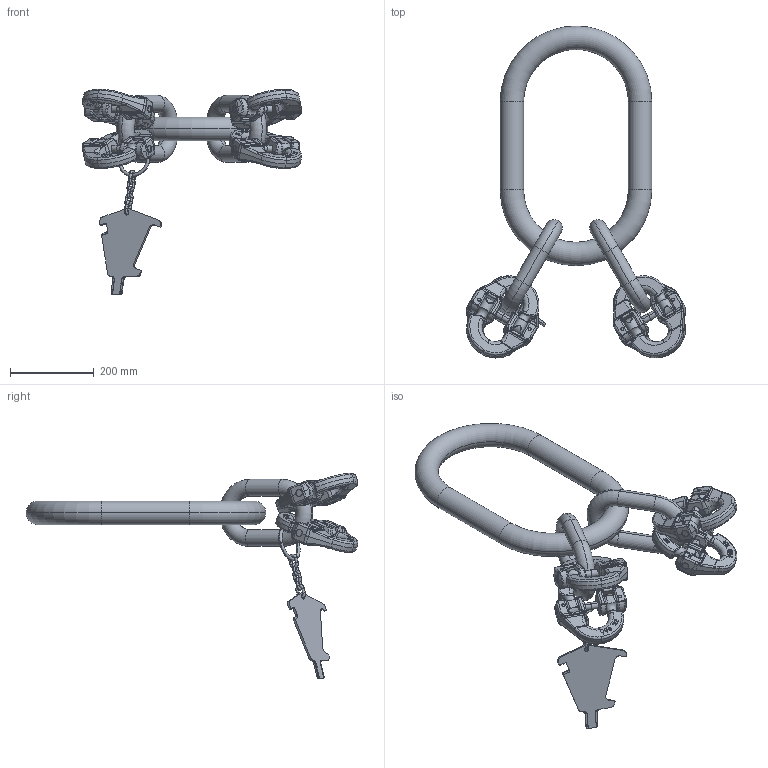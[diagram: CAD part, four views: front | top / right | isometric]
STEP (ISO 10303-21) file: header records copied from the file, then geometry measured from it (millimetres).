
FILE_DESCRIPTION((''),'2;1');
FILE_NAME('001-M32165-P-2_ASM','2015-02-27T',('Roland.Jakubetz'),(''),'PRO/ENGINEER BY PARAMETRIC TECHNOLOGY CORPORATION, 2010140','PRO/ENGINEER BY PARAMETRIC TECHNOLOGY CORPORATION, 2010140','');
FILE_SCHEMA(('CONFIG_CONTROL_DESIGN'));
Length unit declared in the file: millimetre
Products named in the file (23): 001-M31312-P-5; 001-M32165-P-20; 001-M31128-V04; 001-M31561-P-1; 001-M31129-P-2; 001-M31182-001; 001-M31182-003_ASM; 001-M31561-P-1_ASM; 001-M32165-P-20_ASM; 001-M34286-P-1; 001-M34286-P-2; 001-M34286-P-2_ASM; 001-M31128-V04_AF1; 001-M31561-P-1_AF0; 001-M31129-P-2_AF2; 001-M31182-001_AF5; 001-M31182-001_AF4; 001-M31182-001_AF3; 001-M31182-003_AF1_ASM; 001-M31129-P-2_AF3; 001-M31561-P-1_AF1_ASM; 001-M32165-P-20_AF1_ASM; 001-M32165-P-2_ASM
Assembly tree (29 placements, depth 5):
  001-M32165-P-2_ASM
    001-M31312-P-5
    001-M32165-P-20_ASM
      001-M32165-P-20
      001-M31128-V04
      001-M31561-P-1_ASM
        001-M31561-P-1
        001-M31129-P-2  x2
        001-M31182-003_ASM
          001-M31182-001  x3
    001-M34286-P-2_ASM  x4
      001-M34286-P-1
      001-M34286-P-2
    001-M32165-P-20_AF1_ASM
      001-M32165-P-20
      001-M31128-V04_AF1
      001-M31561-P-1_AF1_ASM
        001-M31561-P-1_AF0
        001-M31129-P-2_AF2
        001-M31182-003_AF1_ASM
          001-M31182-001_AF5
          001-M31182-001_AF4
          001-M31182-001_AF3
        001-M31129-P-2_AF3
Bounding box: 522.83 x 792.14 x 490.22 mm (x, y, z)
Volume: 8599521.5 mm3; surface area: 938088.9 mm2
Topology: 18 solids, 18 shells, 3797 faces, 9731 edges, 6024 vertices
Faces by surface type: plane 1938, bspline 708, cylinder 707, torus 276, cone 168
Entity records: 43843 total; most frequent: CARTESIAN_POINT 19740, ORIENTED_EDGE 5210, DIRECTION 4606, EDGE_CURVE 2605, VERTEX_POINT 1614, VECTOR 1610, LINE 1610, AXIS2_PLACEMENT_3D 1498
